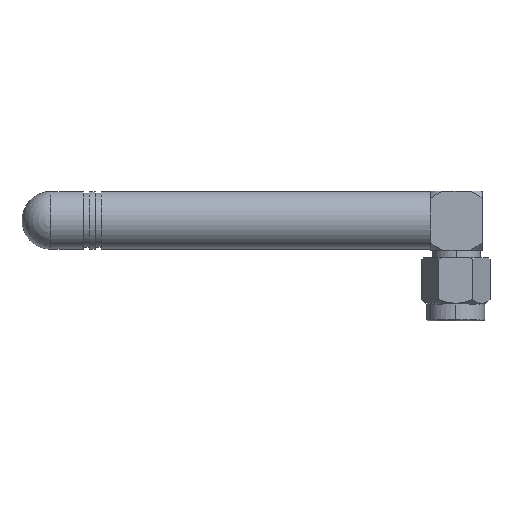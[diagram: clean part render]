
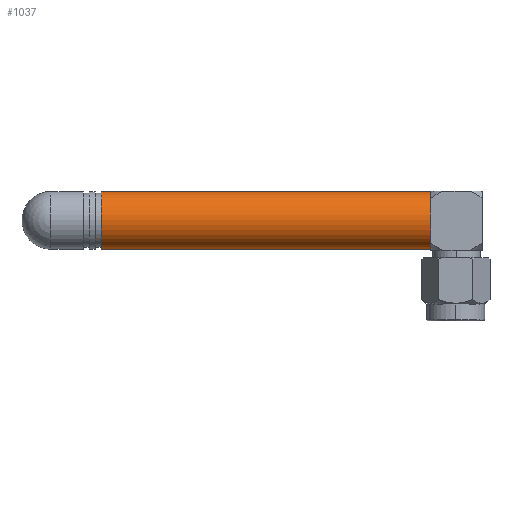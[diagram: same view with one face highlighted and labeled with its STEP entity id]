
A CAD part, top view. The second image highlights one B-rep face of the part: STEP entity #1037.
In plain terms, the highlighted cylindrical face has radius 3.9 mm (diameter 7.8 mm), a partial arc.
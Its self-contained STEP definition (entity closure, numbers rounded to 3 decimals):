
#57 = VERTEX_POINT ( 'NONE', #3434 ) ;
#138 = CYLINDRICAL_SURFACE ( 'NONE', #3922, 3.9 ) ;
#185 = EDGE_CURVE ( 'NONE', #1116, #1304, #2055, .T. ) ;
#207 = CARTESIAN_POINT ( 'NONE',  ( 1315.643, 537.817, 0. ) ) ;
#402 = CARTESIAN_POINT ( 'NONE',  ( 1319.543, -489.483, 0. ) ) ;
#428 = AXIS2_PLACEMENT_3D ( 'NONE', #1145, #4443, #3572 ) ;
#528 = ORIENTED_EDGE ( 'NONE', *, *, #1934, .F. ) ;
#820 = CARTESIAN_POINT ( 'NONE',  ( 1319.543, 493.317, 0. ) ) ;
#888 = DIRECTION ( 'NONE',  ( 1., 0., 0. ) ) ;
#1037 = ADVANCED_FACE ( 'NONE', ( #4691 ), #138, .T. ) ;
#1116 = VERTEX_POINT ( 'NONE', #1622 ) ;
#1145 = CARTESIAN_POINT ( 'NONE',  ( 1315.643, 493.317, 0. ) ) ;
#1304 = VERTEX_POINT ( 'NONE', #1445 ) ;
#1445 = CARTESIAN_POINT ( 'NONE',  ( 1311.743, 537.817, 0. ) ) ;
#1523 = LINE ( 'NONE', #1674, #1752 ) ;
#1532 = DIRECTION ( 'NONE',  ( 0., -1., 0. ) ) ;
#1622 = CARTESIAN_POINT ( 'NONE',  ( 1319.543, 537.817, 0. ) ) ;
#1674 = CARTESIAN_POINT ( 'NONE',  ( 1311.743, -489.483, 0. ) ) ;
#1752 = VECTOR ( 'NONE', #4547, 1000. ) ;
#1887 = EDGE_CURVE ( 'NONE', #1116, #3933, #3729, .T. ) ;
#1934 = EDGE_CURVE ( 'NONE', #3933, #57, #4472, .T. ) ;
#1975 = DIRECTION ( 'NONE',  ( 0., -1., 0. ) ) ;
#2009 = CARTESIAN_POINT ( 'NONE',  ( 1315.643, -489.483, 0. ) ) ;
#2055 = CIRCLE ( 'NONE', #2801, 3.9 ) ;
#2484 = EDGE_CURVE ( 'NONE', #1304, #57, #1523, .T. ) ;
#2607 = ORIENTED_EDGE ( 'NONE', *, *, #185, .T. ) ;
#2727 = DIRECTION ( 'NONE',  ( 1., 0., 0. ) ) ;
#2745 = VECTOR ( 'NONE', #1532, 1000. ) ;
#2801 = AXIS2_PLACEMENT_3D ( 'NONE', #207, #4612, #888 ) ;
#3434 = CARTESIAN_POINT ( 'NONE',  ( 1311.743, 493.317, 0. ) ) ;
#3513 = ORIENTED_EDGE ( 'NONE', *, *, #1887, .F. ) ;
#3572 = DIRECTION ( 'NONE',  ( 1., 0., 0. ) ) ;
#3729 = LINE ( 'NONE', #402, #2745 ) ;
#3922 = AXIS2_PLACEMENT_3D ( 'NONE', #2009, #1975, #2727 ) ;
#3933 = VERTEX_POINT ( 'NONE', #820 ) ;
#4222 = ORIENTED_EDGE ( 'NONE', *, *, #2484, .T. ) ;
#4443 = DIRECTION ( 'NONE',  ( 0., -1., 0. ) ) ;
#4472 = CIRCLE ( 'NONE', #428, 3.9 ) ;
#4547 = DIRECTION ( 'NONE',  ( 0., -1., 0. ) ) ;
#4612 = DIRECTION ( 'NONE',  ( 0., -1., 0. ) ) ;
#4691 = FACE_OUTER_BOUND ( 'NONE', #4754, .T. ) ;
#4754 = EDGE_LOOP ( 'NONE', ( #2607, #4222, #528, #3513 ) ) ;
